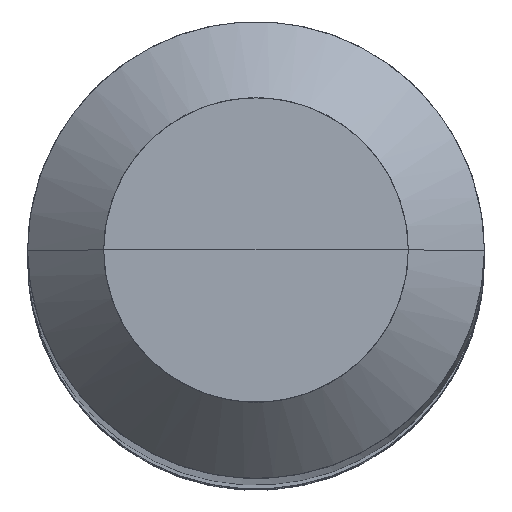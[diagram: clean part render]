
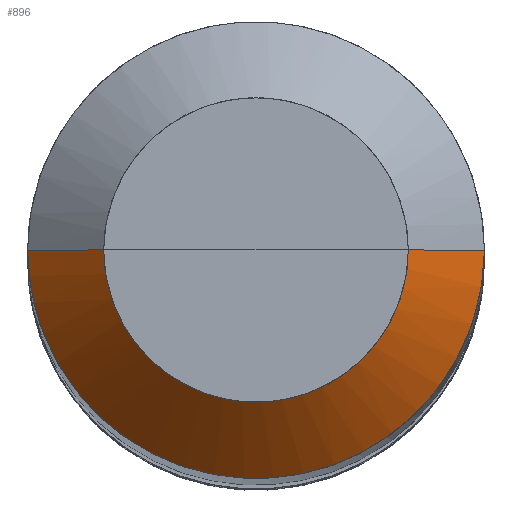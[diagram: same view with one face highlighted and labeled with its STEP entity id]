
A CAD part, top view. The second image highlights one B-rep face of the part: STEP entity #896.
In plain terms, the highlighted free-form (B-spline) face has degree [1, 2] with [2, 5] control points.
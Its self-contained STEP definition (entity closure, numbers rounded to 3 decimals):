
#426=CARTESIAN_POINT('',(3.0,0.0,48.75));
#430=CARTESIAN_POINT('',(-3.0,0.0,48.75));
#431=CARTESIAN_POINT('',(2.0,0.0,49.75));
#435=CARTESIAN_POINT('',(-2.0,0.0,49.75));
#449=CARTESIAN_POINT('',(-3.0,-3.0,48.75));
#450=CARTESIAN_POINT('',(0.0,-3.0,48.75));
#451=CARTESIAN_POINT('',(3.0,-3.0,48.75));
#452=CARTESIAN_POINT('',(-2.0,-2.0,49.75));
#453=CARTESIAN_POINT('',(0.0,-2.0,49.75));
#454=CARTESIAN_POINT('',(2.0,-2.0,49.75));
#877=(
BOUNDED_SURFACE()
B_SPLINE_SURFACE(1,2,(
(#430,#449,#450,#451,#426),
(#435,#452,#453,#454,#431)
), .UNSPECIFIED.,.F.,.F.,.F.)
B_SPLINE_SURFACE_WITH_KNOTS((2,2),(3,2,3),(
0.0,1.0),(
0.0,0.5,1.0), .UNSPECIFIED.)
GEOMETRIC_REPRESENTATION_ITEM()
RATIONAL_B_SPLINE_SURFACE(((1.0,0.707,1.0,0.707,1.0),
(1.0,0.707,1.0,0.707,1.0)
))
REPRESENTATION_ITEM('')
SURFACE()
);
#878=(
BOUNDED_CURVE()
B_SPLINE_CURVE(2,(#426,#451,#450,#449,#430),.UNSPECIFIED.,.F.,.F.)
B_SPLINE_CURVE_WITH_KNOTS((3,2,3),
(0.0,0.5,1.0),.UNSPECIFIED.)
CURVE()
GEOMETRIC_REPRESENTATION_ITEM()
RATIONAL_B_SPLINE_CURVE((1.0,0.707,1.0,0.707,1.0))
REPRESENTATION_ITEM('')
);
#879=(
BOUNDED_CURVE()
B_SPLINE_CURVE(1,(#430,#435),.UNSPECIFIED.,.F.,.F.)
B_SPLINE_CURVE_WITH_KNOTS((2,2),
(0.0,1.0),.UNSPECIFIED.)
CURVE()
GEOMETRIC_REPRESENTATION_ITEM()
RATIONAL_B_SPLINE_CURVE((1.0,1.0))
REPRESENTATION_ITEM('')
);
#880=(
BOUNDED_CURVE()
B_SPLINE_CURVE(2,(#435,#452,#453,#454,#431),.UNSPECIFIED.,.F.,.F.)
B_SPLINE_CURVE_WITH_KNOTS((3,2,3),
(0.0,0.5,1.0),.UNSPECIFIED.)
CURVE()
GEOMETRIC_REPRESENTATION_ITEM()
RATIONAL_B_SPLINE_CURVE((1.0,0.707,1.0,0.707,1.0))
REPRESENTATION_ITEM('')
);
#881=(
BOUNDED_CURVE()
B_SPLINE_CURVE(1,(#431,#426),.UNSPECIFIED.,.F.,.F.)
B_SPLINE_CURVE_WITH_KNOTS((2,2),
(0.0,1.0),.UNSPECIFIED.)
CURVE()
GEOMETRIC_REPRESENTATION_ITEM()
RATIONAL_B_SPLINE_CURVE((1.0,1.0))
REPRESENTATION_ITEM('')
);
#882=VERTEX_POINT('',#426);
#883=VERTEX_POINT('',#430);
#884=VERTEX_POINT('',#431);
#885=VERTEX_POINT('',#435);
#886=EDGE_CURVE('',#882,#883,#878,.T.);
#887=EDGE_CURVE('',#883,#885,#879,.T.);
#888=EDGE_CURVE('',#885,#884,#880,.T.);
#889=EDGE_CURVE('',#884,#882,#881,.T.);
#890=ORIENTED_EDGE('',*,*,#886,.T.);
#891=ORIENTED_EDGE('',*,*,#887,.T.);
#892=ORIENTED_EDGE('',*,*,#888,.T.);
#893=ORIENTED_EDGE('',*,*,#889,.T.);
#894=EDGE_LOOP('',(#890,#891,#892,#893));
#895=FACE_OUTER_BOUND('',#894,.T.);
#896=ADVANCED_FACE('',(#895),#877,.T.);
